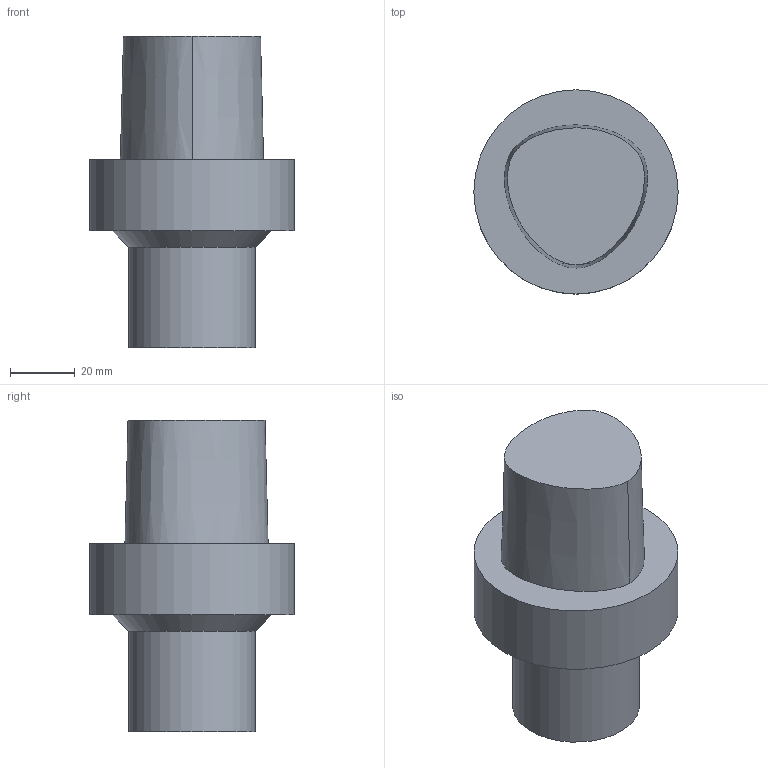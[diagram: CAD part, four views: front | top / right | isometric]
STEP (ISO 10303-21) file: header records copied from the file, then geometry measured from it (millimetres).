
FILE_DESCRIPTION((''),'1');
FILE_NAME('C6-CKB4-58.stp','2012-12-05T01:29:22',(''),(''),'Spatial Interop R18','Kubotek KeyCreator V8.5.1 (14335)',' ');
FILE_SCHEMA(('CONFIG_CONTROL_DESIGN'));
Length unit declared in the file: millimetre
Products named in the file (1): 1
Bounding box: 62.98 x 62.98 x 96 mm (x, y, z)
Volume: 167993 mm3; surface area: 19698.4 mm2
Topology: 1 solids, 1 shells, 10 faces, 17 edges, 10 vertices
Faces by surface type: plane 4, bspline 2, cone 2, cylinder 2
Full cylindrical faces by diameter (mm): 39 x1, 62.985 x1
Entity records: 446 total; most frequent: CARTESIAN_POINT 235, DIRECTION 33, ORIENTED_EDGE 26, AXIS2_PLACEMENT_3D 15, EDGE_LOOP 15, EDGE_CURVE 13, ADVANCED_FACE 10, VERTEX_POINT 10
